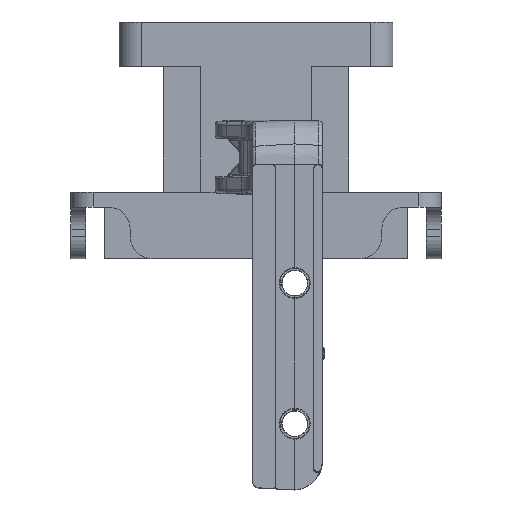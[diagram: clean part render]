
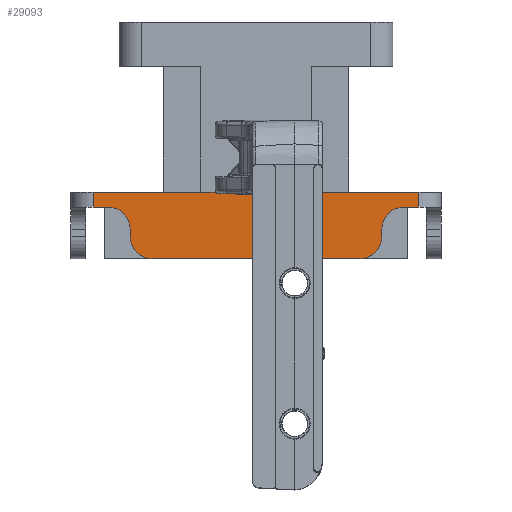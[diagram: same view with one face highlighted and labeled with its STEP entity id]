
A CAD part, front view. The second image highlights one B-rep face of the part: STEP entity #29093.
In plain terms, the highlighted planar face has unit normal (0, -1, 0).
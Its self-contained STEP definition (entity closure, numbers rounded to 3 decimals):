
#33 = DIRECTION ( 'NONE',  ( 0., 0., 1. ) ) ;
#354 = CARTESIAN_POINT ( 'NONE',  ( -22.614, 97.271, 26.505 ) ) ;
#402 = DIRECTION ( 'NONE',  ( 0., 0., 1. ) ) ;
#526 = FACE_OUTER_BOUND ( 'NONE', #10375, .T. ) ;
#614 = CARTESIAN_POINT ( 'NONE',  ( -5.643, 97.271, 28.325 ) ) ;
#740 = CARTESIAN_POINT ( 'NONE',  ( -22.614, 97.271, 28.505 ) ) ;
#756 = EDGE_CURVE ( 'NONE', #11416, #35166, #11938, .T. ) ;
#1504 = ORIENTED_EDGE ( 'NONE', *, *, #41355, .T. ) ;
#1723 = DIRECTION ( 'NONE',  ( 0., -1., 0. ) ) ;
#2078 = LINE ( 'NONE', #2682, #29134 ) ;
#2197 = DIRECTION ( 'NONE',  ( -1., 0., -0.026 ) ) ;
#2317 = VERTEX_POINT ( 'NONE', #9072 ) ;
#2554 = ORIENTED_EDGE ( 'NONE', *, *, #39443, .F. ) ;
#2589 = CIRCLE ( 'NONE', #13984, 0.5 ) ;
#2664 = VERTEX_POINT ( 'NONE', #614 ) ;
#2682 = CARTESIAN_POINT ( 'NONE',  ( -17.614, 97.271, 12.505 ) ) ;
#2730 = VERTEX_POINT ( 'NONE', #6480 ) ;
#2773 = DIRECTION ( 'NONE',  ( 1., 0., 0. ) ) ;
#2890 = DIRECTION ( 'NONE',  ( -1., 0., 0.026 ) ) ;
#3209 = CARTESIAN_POINT ( 'NONE',  ( -25.614, 97.271, 19.505 ) ) ;
#3757 = ORIENTED_EDGE ( 'NONE', *, *, #18292, .T. ) ;
#3789 = DIRECTION ( 'NONE',  ( 0., 1., 0. ) ) ;
#4888 = EDGE_CURVE ( 'NONE', #24108, #11416, #25133, .T. ) ;
#4958 = ORIENTED_EDGE ( 'NONE', *, *, #19054, .T. ) ;
#5229 = DIRECTION ( 'NONE',  ( -1., 0., 0. ) ) ;
#6480 = CARTESIAN_POINT ( 'NONE',  ( 19.386, 97.271, 26.505 ) ) ;
#6762 = DIRECTION ( 'NONE',  ( 1., 0., 0. ) ) ;
#6885 = VECTOR ( 'NONE', #18809, 1000. ) ;
#7440 = VERTEX_POINT ( 'NONE', #740 ) ;
#7934 = VECTOR ( 'NONE', #5229, 1000. ) ;
#8010 = EDGE_CURVE ( 'NONE', #20462, #40662, #21975, .T. ) ;
#8372 = LINE ( 'NONE', #21802, #7934 ) ;
#8749 = CARTESIAN_POINT ( 'NONE',  ( 13.386, 97.271, 22.505 ) ) ;
#8825 = ORIENTED_EDGE ( 'NONE', *, *, #10369, .F. ) ;
#9072 = CARTESIAN_POINT ( 'NONE',  ( 13.386, 97.271, 19.505 ) ) ;
#9718 = CARTESIAN_POINT ( 'NONE',  ( 16.386, 97.271, 26.505 ) ) ;
#10012 = VERTEX_POINT ( 'NONE', #28464 ) ;
#10104 = EDGE_CURVE ( 'NONE', #35133, #28814, #39216, .T. ) ;
#10267 = VECTOR ( 'NONE', #2197, 1000. ) ;
#10369 = EDGE_CURVE ( 'NONE', #2317, #23543, #34939, .T. ) ;
#10375 = EDGE_LOOP ( 'NONE', ( #23443, #33015, #15844, #1504, #20282, #33334, #4958, #11152, #16754, #16177, #3757, #8825, #40521, #35680, #17624, #2554, #24150 ) ) ;
#11009 = DIRECTION ( 'NONE',  ( 0., 1., 0. ) ) ;
#11152 = ORIENTED_EDGE ( 'NONE', *, *, #8010, .F. ) ;
#11416 = VERTEX_POINT ( 'NONE', #37734 ) ;
#11911 = EDGE_CURVE ( 'NONE', #39706, #20678, #2078, .T. ) ;
#11938 = LINE ( 'NONE', #14683, #40920 ) ;
#12397 = AXIS2_PLACEMENT_3D ( 'NONE', #8749, #21371, #27439 ) ;
#12454 = VECTOR ( 'NONE', #2890, 1000. ) ;
#12912 = LINE ( 'NONE', #28879, #16850 ) ;
#13048 = CARTESIAN_POINT ( 'NONE',  ( 19.386, 97.271, 23.505 ) ) ;
#13359 = EDGE_CURVE ( 'NONE', #2317, #10012, #30519, .T. ) ;
#13644 = AXIS2_PLACEMENT_3D ( 'NONE', #36469, #11009, #32670 ) ;
#13984 = AXIS2_PLACEMENT_3D ( 'NONE', #15787, #22301, #33 ) ;
#14123 = CARTESIAN_POINT ( 'NONE',  ( 2.754, 97.271, 28.505 ) ) ;
#14417 = EDGE_CURVE ( 'NONE', #2664, #20606, #23843, .T. ) ;
#14664 = CIRCLE ( 'NONE', #20689, 3. ) ;
#14683 = CARTESIAN_POINT ( 'NONE',  ( -25.614, 97.271, 28.505 ) ) ;
#15253 = CARTESIAN_POINT ( 'NONE',  ( -17.614, 97.271, 26.505 ) ) ;
#15400 = DIRECTION ( 'NONE',  ( -1., 0., 0. ) ) ;
#15787 = CARTESIAN_POINT ( 'NONE',  ( 2.37, 97.271, 28.824 ) ) ;
#15844 = ORIENTED_EDGE ( 'NONE', *, *, #10104, .T. ) ;
#15852 = DIRECTION ( 'NONE',  ( 0., 0., -1. ) ) ;
#15975 = CARTESIAN_POINT ( 'NONE',  ( 16.386, 97.271, 23.505 ) ) ;
#16177 = ORIENTED_EDGE ( 'NONE', *, *, #11911, .F. ) ;
#16609 = DIRECTION ( 'NONE',  ( 0., 0., 1. ) ) ;
#16754 = ORIENTED_EDGE ( 'NONE', *, *, #37095, .F. ) ;
#16850 = VECTOR ( 'NONE', #15852, 1000. ) ;
#16984 = EDGE_CURVE ( 'NONE', #35166, #35133, #2589, .T. ) ;
#17230 = CIRCLE ( 'NONE', #40734, 3. ) ;
#17624 = ORIENTED_EDGE ( 'NONE', *, *, #21856, .F. ) ;
#18292 = EDGE_CURVE ( 'NONE', #39706, #23543, #36286, .T. ) ;
#18618 = CARTESIAN_POINT ( 'NONE',  ( -20.614, 97.271, 26.505 ) ) ;
#18809 = DIRECTION ( 'NONE',  ( -1., 0., 0. ) ) ;
#19054 = EDGE_CURVE ( 'NONE', #7440, #40662, #12912, .T. ) ;
#20282 = ORIENTED_EDGE ( 'NONE', *, *, #14417, .T. ) ;
#20462 = VERTEX_POINT ( 'NONE', #18618 ) ;
#20606 = VERTEX_POINT ( 'NONE', #29547 ) ;
#20633 = DIRECTION ( 'NONE',  ( 1., 0., 0. ) ) ;
#20678 = VERTEX_POINT ( 'NONE', #20909 ) ;
#20689 = AXIS2_PLACEMENT_3D ( 'NONE', #13048, #38719, #6762 ) ;
#20909 = CARTESIAN_POINT ( 'NONE',  ( -17.614, 97.271, 23.505 ) ) ;
#20932 = CARTESIAN_POINT ( 'NONE',  ( -1.63, 97.271, 28.219 ) ) ;
#21371 = DIRECTION ( 'NONE',  ( 0., -1., 0. ) ) ;
#21765 = CARTESIAN_POINT ( 'NONE',  ( 21.386, 97.271, 26.505 ) ) ;
#21802 = CARTESIAN_POINT ( 'NONE',  ( -25.614, 97.271, 28.505 ) ) ;
#21828 = AXIS2_PLACEMENT_3D ( 'NONE', #32571, #3789, #16609 ) ;
#21856 = EDGE_CURVE ( 'NONE', #2730, #32505, #14664, .T. ) ;
#21881 = EDGE_CURVE ( 'NONE', #20606, #7440, #8372, .T. ) ;
#21975 = LINE ( 'NONE', #15253, #6885 ) ;
#22301 = DIRECTION ( 'NONE',  ( 0., 1., 0. ) ) ;
#23174 = CARTESIAN_POINT ( 'NONE',  ( 2.383, 97.271, 28.325 ) ) ;
#23443 = ORIENTED_EDGE ( 'NONE', *, *, #756, .T. ) ;
#23543 = VERTEX_POINT ( 'NONE', #28826 ) ;
#23843 = CIRCLE ( 'NONE', #21828, 0.5 ) ;
#24108 = VERTEX_POINT ( 'NONE', #21765 ) ;
#24150 = ORIENTED_EDGE ( 'NONE', *, *, #4888, .T. ) ;
#25133 = LINE ( 'NONE', #28499, #38751 ) ;
#25600 = LINE ( 'NONE', #38464, #36685 ) ;
#27125 = CARTESIAN_POINT ( 'NONE',  ( -20.614, 97.271, 23.505 ) ) ;
#27266 = DIRECTION ( 'NONE',  ( -1., 0., 0. ) ) ;
#27439 = DIRECTION ( 'NONE',  ( 1., 0., 0. ) ) ;
#27689 = LINE ( 'NONE', #27897, #12454 ) ;
#27897 = CARTESIAN_POINT ( 'NONE',  ( -25.369, 97.271, 28.841 ) ) ;
#27955 = CARTESIAN_POINT ( 'NONE',  ( -17.614, 97.271, 22.505 ) ) ;
#28464 = CARTESIAN_POINT ( 'NONE',  ( 16.386, 97.271, 22.505 ) ) ;
#28499 = CARTESIAN_POINT ( 'NONE',  ( 21.386, 97.271, 19.505 ) ) ;
#28814 = VERTEX_POINT ( 'NONE', #20932 ) ;
#28826 = CARTESIAN_POINT ( 'NONE',  ( -14.614, 97.271, 19.505 ) ) ;
#28879 = CARTESIAN_POINT ( 'NONE',  ( -22.614, 97.271, 19.505 ) ) ;
#29093 = ADVANCED_FACE ( 'NONE', ( #526 ), #29930, .F. ) ;
#29134 = VECTOR ( 'NONE', #37801, 1000. ) ;
#29478 = DIRECTION ( 'NONE',  ( -1., 0., 0. ) ) ;
#29547 = CARTESIAN_POINT ( 'NONE',  ( -6.015, 97.271, 28.505 ) ) ;
#29930 = PLANE ( 'NONE',  #13644 ) ;
#30519 = CIRCLE ( 'NONE', #12397, 3. ) ;
#30613 = EDGE_CURVE ( 'NONE', #10012, #32505, #25600, .T. ) ;
#31359 = CARTESIAN_POINT ( 'NONE',  ( -14.614, 97.271, 22.505 ) ) ;
#31791 = LINE ( 'NONE', #9718, #36130 ) ;
#31868 = DIRECTION ( 'NONE',  ( 0., 0., 1. ) ) ;
#32505 = VERTEX_POINT ( 'NONE', #15975 ) ;
#32571 = CARTESIAN_POINT ( 'NONE',  ( -5.63, 97.271, 28.824 ) ) ;
#32670 = DIRECTION ( 'NONE',  ( 1., 0., 0. ) ) ;
#32901 = AXIS2_PLACEMENT_3D ( 'NONE', #31359, #34515, #2773 ) ;
#33015 = ORIENTED_EDGE ( 'NONE', *, *, #16984, .T. ) ;
#33334 = ORIENTED_EDGE ( 'NONE', *, *, #21881, .T. ) ;
#34515 = DIRECTION ( 'NONE',  ( 0., -1., 0. ) ) ;
#34939 = LINE ( 'NONE', #3209, #35023 ) ;
#35023 = VECTOR ( 'NONE', #15400, 1000. ) ;
#35133 = VERTEX_POINT ( 'NONE', #23174 ) ;
#35166 = VERTEX_POINT ( 'NONE', #14123 ) ;
#35680 = ORIENTED_EDGE ( 'NONE', *, *, #30613, .T. ) ;
#36130 = VECTOR ( 'NONE', #29478, 1000. ) ;
#36286 = CIRCLE ( 'NONE', #32901, 3. ) ;
#36469 = CARTESIAN_POINT ( 'NONE',  ( -25.614, 97.271, 19.505 ) ) ;
#36685 = VECTOR ( 'NONE', #402, 1000. ) ;
#37095 = EDGE_CURVE ( 'NONE', #20678, #20462, #17230, .T. ) ;
#37296 = CARTESIAN_POINT ( 'NONE',  ( -25.825, 97.271, 27.586 ) ) ;
#37734 = CARTESIAN_POINT ( 'NONE',  ( 21.386, 97.271, 28.505 ) ) ;
#37801 = DIRECTION ( 'NONE',  ( 0., 0., 1. ) ) ;
#38464 = CARTESIAN_POINT ( 'NONE',  ( 16.386, 97.271, 12.505 ) ) ;
#38719 = DIRECTION ( 'NONE',  ( 0., -1., 0. ) ) ;
#38751 = VECTOR ( 'NONE', #31868, 1000. ) ;
#39216 = LINE ( 'NONE', #37296, #10267 ) ;
#39443 = EDGE_CURVE ( 'NONE', #24108, #2730, #31791, .T. ) ;
#39706 = VERTEX_POINT ( 'NONE', #27955 ) ;
#40521 = ORIENTED_EDGE ( 'NONE', *, *, #13359, .T. ) ;
#40662 = VERTEX_POINT ( 'NONE', #354 ) ;
#40734 = AXIS2_PLACEMENT_3D ( 'NONE', #27125, #1723, #20633 ) ;
#40920 = VECTOR ( 'NONE', #27266, 1000. ) ;
#41355 = EDGE_CURVE ( 'NONE', #28814, #2664, #27689, .T. ) ;
